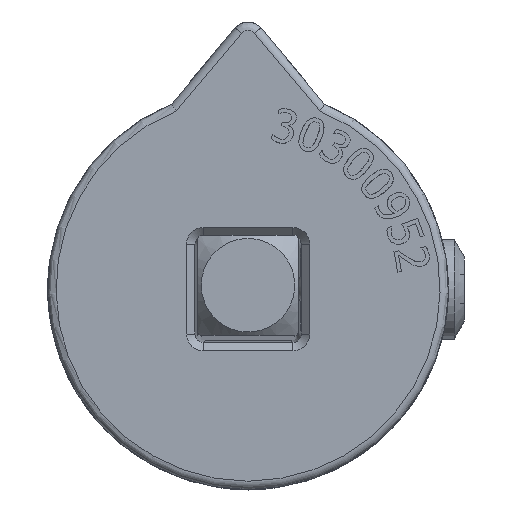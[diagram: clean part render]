
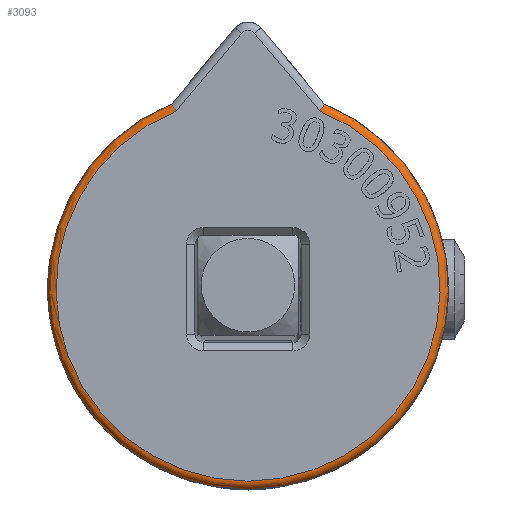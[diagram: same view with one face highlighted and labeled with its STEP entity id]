
A CAD part, top view. The second image highlights one B-rep face of the part: STEP entity #3093.
In plain terms, the highlighted toroidal (fillet/blend) face has major radius 11.5 mm and minor radius 0.5 mm.
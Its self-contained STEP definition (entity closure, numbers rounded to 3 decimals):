
#55=TOROIDAL_SURFACE('',#9495,11.5,0.5);
#444=B_SPLINE_CURVE_WITH_KNOTS('',3,(#12187,#12188,#12189,#12190,#12191,
#12192,#12193,#12194,#12195,#12196,#12197,#12198,#12199,#12200),
 .UNSPECIFIED.,.F.,.F.,(4,2,2,2,2,2,4),(0.,0.238,0.479,
0.728,0.861,0.995,1.),.UNSPECIFIED.);
#445=B_SPLINE_CURVE_WITH_KNOTS('',3,(#12204,#12205,#12206,#12207,#12208,
#12209,#12210,#12211,#12212,#12213,#12214,#12215,#12216,#12217),
 .UNSPECIFIED.,.F.,.F.,(4,2,2,2,2,2,4),(0.,0.005,0.139,
0.272,0.521,0.762,1.),.UNSPECIFIED.);
#1337=CIRCLE('',#9493,11.5);
#1338=CIRCLE('',#9494,12.);
#1651=FACE_OUTER_BOUND('',#3689,.T.);
#3093=ADVANCED_FACE('',(#1651),#55,.T.);
#3689=EDGE_LOOP('',(#4503,#4504,#4505,#4506));
#4503=ORIENTED_EDGE('',*,*,#7154,.T.);
#4504=ORIENTED_EDGE('',*,*,#7155,.F.);
#4505=ORIENTED_EDGE('',*,*,#7156,.T.);
#4506=ORIENTED_EDGE('',*,*,#7157,.F.);
#7154=EDGE_CURVE('',#8600,#8601,#1337,.T.);
#7155=EDGE_CURVE('',#8602,#8601,#444,.T.);
#7156=EDGE_CURVE('',#8602,#8603,#1338,.T.);
#7157=EDGE_CURVE('',#8600,#8603,#445,.T.);
#8600=VERTEX_POINT('',#12185);
#8601=VERTEX_POINT('',#12186);
#8602=VERTEX_POINT('',#12201);
#8603=VERTEX_POINT('',#12203);
#9493=AXIS2_PLACEMENT_3D('',#12184,#10201,#10202);
#9494=AXIS2_PLACEMENT_3D('',#12202,#10203,#10204);
#9495=AXIS2_PLACEMENT_3D('',#12218,#10205,#10206);
#10201=DIRECTION('',(0.,0.,-1.));
#10202=DIRECTION('',(1.,0.,0.));
#10203=DIRECTION('',(0.,0.,1.));
#10204=DIRECTION('',(1.,0.,0.));
#10205=DIRECTION('',(0.,0.,-1.));
#10206=DIRECTION('',(1.,0.,0.));
#12184=CARTESIAN_POINT('',(-5.175,-16.659,23.038));
#12185=CARTESIAN_POINT('',(-0.891,-5.987,23.038));
#12186=CARTESIAN_POINT('',(-9.459,-5.987,23.038));
#12187=CARTESIAN_POINT('',(-9.763,-5.571,22.538));
#12188=CARTESIAN_POINT('',(-9.763,-5.571,22.602));
#12189=CARTESIAN_POINT('',(-9.755,-5.581,22.664));
#12190=CARTESIAN_POINT('',(-9.727,-5.62,22.783));
#12191=CARTESIAN_POINT('',(-9.706,-5.649,22.837));
#12192=CARTESIAN_POINT('',(-9.652,-5.722,22.93));
#12193=CARTESIAN_POINT('',(-9.619,-5.767,22.968));
#12194=CARTESIAN_POINT('',(-9.564,-5.842,23.009));
#12195=CARTESIAN_POINT('',(-9.544,-5.87,23.02));
#12196=CARTESIAN_POINT('',(-9.503,-5.926,23.034));
#12197=CARTESIAN_POINT('',(-9.482,-5.955,23.038));
#12198=CARTESIAN_POINT('',(-9.461,-5.985,23.038));
#12199=CARTESIAN_POINT('',(-9.46,-5.986,23.038));
#12200=CARTESIAN_POINT('',(-9.459,-5.987,23.038));
#12201=CARTESIAN_POINT('',(-9.763,-5.571,22.538));
#12202=CARTESIAN_POINT('',(-5.175,-16.659,22.538));
#12203=CARTESIAN_POINT('',(-0.588,-5.571,22.538));
#12204=CARTESIAN_POINT('',(-0.891,-5.987,23.038));
#12205=CARTESIAN_POINT('',(-0.89,-5.986,23.038));
#12206=CARTESIAN_POINT('',(-0.89,-5.985,23.038));
#12207=CARTESIAN_POINT('',(-0.868,-5.955,23.038));
#12208=CARTESIAN_POINT('',(-0.847,-5.926,23.034));
#12209=CARTESIAN_POINT('',(-0.806,-5.87,23.02));
#12210=CARTESIAN_POINT('',(-0.786,-5.842,23.009));
#12211=CARTESIAN_POINT('',(-0.731,-5.767,22.968));
#12212=CARTESIAN_POINT('',(-0.698,-5.722,22.93));
#12213=CARTESIAN_POINT('',(-0.645,-5.649,22.837));
#12214=CARTESIAN_POINT('',(-0.623,-5.62,22.783));
#12215=CARTESIAN_POINT('',(-0.595,-5.581,22.664));
#12216=CARTESIAN_POINT('',(-0.588,-5.571,22.602));
#12217=CARTESIAN_POINT('',(-0.588,-5.571,22.538));
#12218=CARTESIAN_POINT('',(-5.175,-16.659,22.538));
